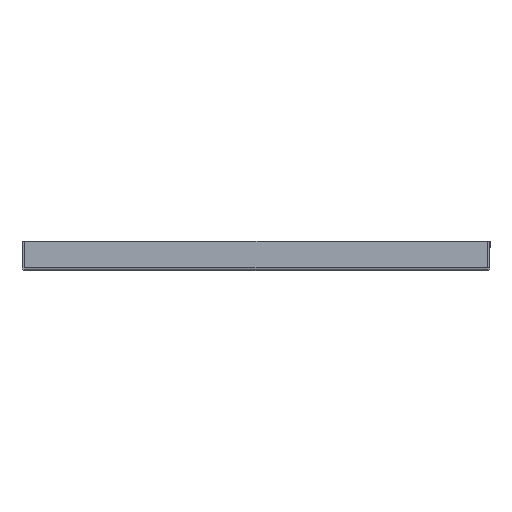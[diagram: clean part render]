
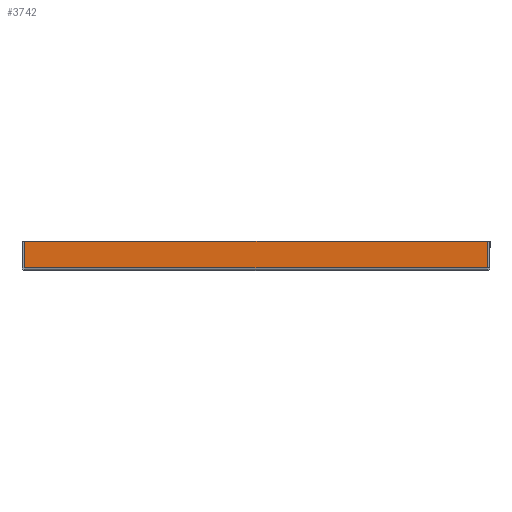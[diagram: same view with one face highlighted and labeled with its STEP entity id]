
A CAD part, left-side view. The second image highlights one B-rep face of the part: STEP entity #3742.
In plain terms, the highlighted planar face has unit normal (-1, 0, 0).
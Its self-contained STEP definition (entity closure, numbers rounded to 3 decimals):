
#241 = CARTESIAN_POINT ( 'NONE',  ( -1048.5, -130.99, 1.6 ) ) ;
#242 = DIRECTION ( 'NONE',  ( 0., 1., 0. ) ) ;
#243 = CARTESIAN_POINT ( 'NONE',  ( -1048.5, 130.99, 1.5 ) ) ;
#246 = CARTESIAN_POINT ( 'NONE',  ( -1048.5, -130.99, 16.5 ) ) ;
#247 = DIRECTION ( 'NONE',  ( 0., 0., 1. ) ) ;
#249 = DIRECTION ( 'NONE',  ( 0., 0., -1. ) ) ;
#259 = CARTESIAN_POINT ( 'NONE',  ( -1048.5, 130.99, 16.5 ) ) ;
#260 = DIRECTION ( 'NONE',  ( 0., 1., 0. ) ) ;
#624 = CARTESIAN_POINT ( 'NONE',  ( -1048.5, -130.99, 1.6 ) ) ;
#660 = CARTESIAN_POINT ( 'NONE',  ( -1048.5, -130.99, 16.5 ) ) ;
#661 = CARTESIAN_POINT ( 'NONE',  ( -1048.5, 130.99, 16.5 ) ) ;
#669 = CARTESIAN_POINT ( 'NONE',  ( -1048.5, 130.99, 1.6 ) ) ;
#948 = CARTESIAN_POINT ( 'NONE',  ( -1048.5, -130.99, 1.5 ) ) ;
#955 = PLANE ( 'NONE',  #3106 ) ;
#960 = DIRECTION ( 'NONE',  ( 1., 0., 0. ) ) ;
#961 = DIRECTION ( 'NONE',  ( 0., 0., -1. ) ) ;
#1392 = LINE ( 'NONE', #241, #1393 ) ;
#1393 = VECTOR ( 'NONE', #242, 1000. ) ;
#1396 = LINE ( 'NONE', #243, #1402 ) ;
#1400 = LINE ( 'NONE', #246, #1401 ) ;
#1401 = VECTOR ( 'NONE', #247, 1000. ) ;
#1402 = VECTOR ( 'NONE', #249, 1000. ) ;
#1403 = LINE ( 'NONE', #259, #1408 ) ;
#1408 = VECTOR ( 'NONE', #260, 1000. ) ;
#1706 = FACE_OUTER_BOUND ( 'NONE', #2295, .T. ) ;
#2295 = EDGE_LOOP ( 'NONE', ( #2478, #2396, #2353, #2326 ) ) ;
#2326 = ORIENTED_EDGE ( 'NONE', *, *, #2912, .T. ) ;
#2353 = ORIENTED_EDGE ( 'NONE', *, *, #2917, .T. ) ;
#2396 = ORIENTED_EDGE ( 'NONE', *, *, #2911, .T. ) ;
#2478 = ORIENTED_EDGE ( 'NONE', *, *, #2909, .F. ) ;
#2909 = EDGE_CURVE ( 'NONE', #3348, #3393, #1392, .T. ) ;
#2911 = EDGE_CURVE ( 'NONE', #3348, #3384, #1400, .T. ) ;
#2912 = EDGE_CURVE ( 'NONE', #3385, #3393, #1396, .T. ) ;
#2917 = EDGE_CURVE ( 'NONE', #3384, #3385, #1403, .T. ) ;
#3106 = AXIS2_PLACEMENT_3D ( 'NONE', #948, #960, #961 ) ;
#3348 = VERTEX_POINT ( 'NONE', #624 ) ;
#3384 = VERTEX_POINT ( 'NONE', #660 ) ;
#3385 = VERTEX_POINT ( 'NONE', #661 ) ;
#3393 = VERTEX_POINT ( 'NONE', #669 ) ;
#3742 = ADVANCED_FACE ( 'NONE', ( #1706 ), #955, .F. ) ;
